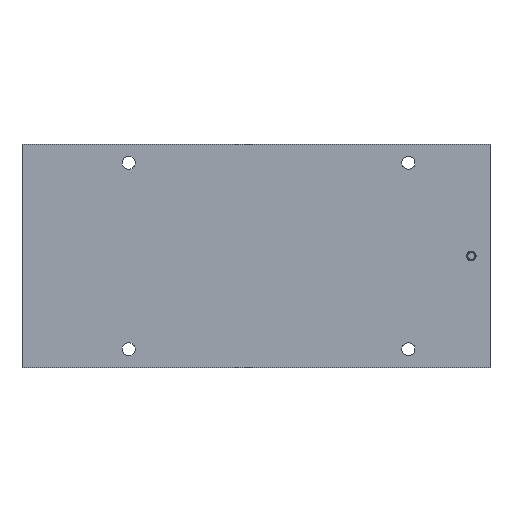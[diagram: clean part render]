
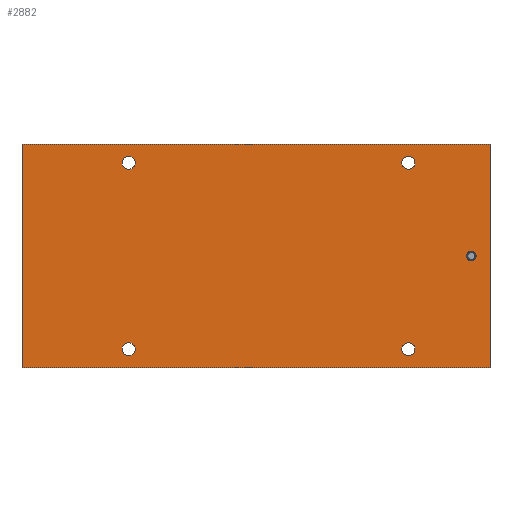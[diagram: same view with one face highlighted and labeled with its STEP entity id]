
A CAD part, front view. The second image highlights one B-rep face of the part: STEP entity #2882.
In plain terms, the highlighted planar face has unit normal (0, -1, 0).
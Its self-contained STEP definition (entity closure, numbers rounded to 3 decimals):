
#13 = CARTESIAN_POINT ( 'NONE',  ( 218.862, 119.659, 417.971 ) ) ;
#61 = FACE_BOUND ( 'NONE', #610, .T. ) ;
#252 = VERTEX_POINT ( 'NONE', #1319 ) ;
#380 = CARTESIAN_POINT ( 'NONE',  ( 286.362, 119.659, 510.971 ) ) ;
#421 = DIRECTION ( 'NONE',  ( 0., 0., 1. ) ) ;
#578 = AXIS2_PLACEMENT_3D ( 'NONE', #17191, #25822, #6415 ) ;
#610 = EDGE_LOOP ( 'NONE', ( #28091, #24345 ) ) ;
#825 = CARTESIAN_POINT ( 'NONE',  ( -195.638, 119.659, 390.971 ) ) ;
#979 = EDGE_CURVE ( 'NONE', #10203, #5711, #23150, .T. ) ;
#1107 = ORIENTED_EDGE ( 'NONE', *, *, #10520, .F. ) ;
#1319 = CARTESIAN_POINT ( 'NONE',  ( -81.138, 119.659, 403.971 ) ) ;
#1372 = CARTESIAN_POINT ( 'NONE',  ( 286.362, 119.659, 507.221 ) ) ;
#1782 = AXIS2_PLACEMENT_3D ( 'NONE', #11227, #19861, #421 ) ;
#2265 = ORIENTED_EDGE ( 'NONE', *, *, #15485, .T. ) ;
#2322 = CIRCLE ( 'NONE', #18188, 7. ) ;
#2746 = DIRECTION ( 'NONE',  ( 0., 1., 0. ) ) ;
#2882 = ADVANCED_FACE ( 'NONE', ( #10888, #19524, #61, #8771, #17409, #26047 ), #6633, .F. ) ;
#2898 = CARTESIAN_POINT ( 'NONE',  ( 55.362, 119.659, 510.971 ) ) ;
#3333 = DIRECTION ( 'NONE',  ( 0., 1., 0. ) ) ;
#3665 = ORIENTED_EDGE ( 'NONE', *, *, #18293, .T. ) ;
#3735 = EDGE_CURVE ( 'NONE', #26612, #21456, #2322, .T. ) ;
#3738 = CARTESIAN_POINT ( 'NONE',  ( 306.362, 119.659, 390.971 ) ) ;
#4504 = CIRCLE ( 'NONE', #20358, 3.75 ) ;
#4694 = LINE ( 'NONE', #13373, #18684 ) ;
#5312 = EDGE_CURVE ( 'NONE', #252, #9818, #5576, .T. ) ;
#5364 = CARTESIAN_POINT ( 'NONE',  ( -81.138, 119.659, 417.971 ) ) ;
#5576 = CIRCLE ( 'NONE', #21421, 7. ) ;
#5711 = VERTEX_POINT ( 'NONE', #825 ) ;
#6176 = CIRCLE ( 'NONE', #21997, 7. ) ;
#6238 = DIRECTION ( 'NONE',  ( 0., 0., 1. ) ) ;
#6415 = DIRECTION ( 'NONE',  ( 0., 0., 1. ) ) ;
#6494 = VERTEX_POINT ( 'NONE', #27054 ) ;
#6565 = CARTESIAN_POINT ( 'NONE',  ( -81.138, 119.659, 410.971 ) ) ;
#6633 = PLANE ( 'NONE',  #10569 ) ;
#6962 = EDGE_LOOP ( 'NONE', ( #2265, #26703 ) ) ;
#7133 = ORIENTED_EDGE ( 'NONE', *, *, #979, .F. ) ;
#7351 = DIRECTION ( 'NONE',  ( 0., 0., 1. ) ) ;
#7716 = DIRECTION ( 'NONE',  ( 0., 1., 0. ) ) ;
#7761 = VECTOR ( 'NONE', #12403, 1000. ) ;
#8218 = VERTEX_POINT ( 'NONE', #16936 ) ;
#8230 = AXIS2_PLACEMENT_3D ( 'NONE', #17019, #25653, #6238 ) ;
#8417 = CARTESIAN_POINT ( 'NONE',  ( 306.362, 119.659, 630.971 ) ) ;
#8771 = FACE_BOUND ( 'NONE', #20360, .T. ) ;
#9069 = DIRECTION ( 'NONE',  ( 0., 1., 0. ) ) ;
#9141 = LINE ( 'NONE', #17771, #19850 ) ;
#9357 = CARTESIAN_POINT ( 'NONE',  ( -81.138, 119.659, 610.971 ) ) ;
#9818 = VERTEX_POINT ( 'NONE', #5364 ) ;
#9956 = ORIENTED_EDGE ( 'NONE', *, *, #19144, .F. ) ;
#10203 = VERTEX_POINT ( 'NONE', #13561 ) ;
#10428 = CIRCLE ( 'NONE', #1782, 7. ) ;
#10520 = EDGE_CURVE ( 'NONE', #16902, #10203, #27803, .T. ) ;
#10569 = AXIS2_PLACEMENT_3D ( 'NONE', #2898, #11554, #20192 ) ;
#10760 = CARTESIAN_POINT ( 'NONE',  ( 306.362, 119.659, 630.971 ) ) ;
#10857 = VERTEX_POINT ( 'NONE', #21945 ) ;
#10888 = FACE_OUTER_BOUND ( 'NONE', #16188, .T. ) ;
#11227 = CARTESIAN_POINT ( 'NONE',  ( 218.862, 119.659, 610.971 ) ) ;
#11397 = DIRECTION ( 'NONE',  ( 0., 0., 1. ) ) ;
#11554 = DIRECTION ( 'NONE',  ( 0., 1., 0. ) ) ;
#11992 = DIRECTION ( 'NONE',  ( 0., 0., 1. ) ) ;
#12207 = EDGE_CURVE ( 'NONE', #6494, #10857, #24620, .T. ) ;
#12396 = AXIS2_PLACEMENT_3D ( 'NONE', #9357, #17994, #26613 ) ;
#12403 = DIRECTION ( 'NONE',  ( -1., 0., 0. ) ) ;
#12405 = AXIS2_PLACEMENT_3D ( 'NONE', #22739, #3333, #11992 ) ;
#12831 = CIRCLE ( 'NONE', #578, 7. ) ;
#13373 = CARTESIAN_POINT ( 'NONE',  ( 306.362, 119.659, 630.971 ) ) ;
#13561 = CARTESIAN_POINT ( 'NONE',  ( 306.362, 119.659, 390.971 ) ) ;
#13872 = AXIS2_PLACEMENT_3D ( 'NONE', #22158, #2746, #11397 ) ;
#14605 = VERTEX_POINT ( 'NONE', #19537 ) ;
#15218 = DIRECTION ( 'NONE',  ( 0., 1., 0. ) ) ;
#15477 = CARTESIAN_POINT ( 'NONE',  ( -81.138, 119.659, 603.971 ) ) ;
#15485 = EDGE_CURVE ( 'NONE', #22390, #8218, #4504, .T. ) ;
#15598 = EDGE_LOOP ( 'NONE', ( #17244, #3665 ) ) ;
#16188 = EDGE_LOOP ( 'NONE', ( #27624, #7133, #1107, #9956 ) ) ;
#16197 = EDGE_CURVE ( 'NONE', #8218, #22390, #20419, .T. ) ;
#16354 = DIRECTION ( 'NONE',  ( 0., 0., 1. ) ) ;
#16902 = VERTEX_POINT ( 'NONE', #10760 ) ;
#16936 = CARTESIAN_POINT ( 'NONE',  ( 286.362, 119.659, 514.721 ) ) ;
#17019 = CARTESIAN_POINT ( 'NONE',  ( 286.362, 119.659, 510.971 ) ) ;
#17047 = DIRECTION ( 'NONE',  ( 0., 0., -1. ) ) ;
#17191 = CARTESIAN_POINT ( 'NONE',  ( -81.138, 119.659, 610.971 ) ) ;
#17204 = VERTEX_POINT ( 'NONE', #17527 ) ;
#17244 = ORIENTED_EDGE ( 'NONE', *, *, #5312, .T. ) ;
#17319 = CARTESIAN_POINT ( 'NONE',  ( 218.862, 119.659, 403.971 ) ) ;
#17409 = FACE_BOUND ( 'NONE', #19255, .T. ) ;
#17527 = CARTESIAN_POINT ( 'NONE',  ( -195.638, 119.659, 630.971 ) ) ;
#17704 = DIRECTION ( 'NONE',  ( 0., 0., 1. ) ) ;
#17771 = CARTESIAN_POINT ( 'NONE',  ( -195.638, 119.659, 630.971 ) ) ;
#17994 = DIRECTION ( 'NONE',  ( 0., 1., 0. ) ) ;
#18117 = CARTESIAN_POINT ( 'NONE',  ( 218.862, 119.659, 410.971 ) ) ;
#18188 = AXIS2_PLACEMENT_3D ( 'NONE', #18117, #26742, #7351 ) ;
#18237 = EDGE_CURVE ( 'NONE', #21456, #26612, #26074, .T. ) ;
#18293 = EDGE_CURVE ( 'NONE', #9818, #252, #6176, .T. ) ;
#18625 = ORIENTED_EDGE ( 'NONE', *, *, #20634, .T. ) ;
#18684 = VECTOR ( 'NONE', #22000, 1000. ) ;
#19144 = EDGE_CURVE ( 'NONE', #17204, #16902, #4694, .T. ) ;
#19255 = EDGE_LOOP ( 'NONE', ( #19426, #18625 ) ) ;
#19426 = ORIENTED_EDGE ( 'NONE', *, *, #22736, .T. ) ;
#19524 = FACE_BOUND ( 'NONE', #15598, .T. ) ;
#19537 = CARTESIAN_POINT ( 'NONE',  ( -81.138, 119.659, 617.971 ) ) ;
#19850 = VECTOR ( 'NONE', #26409, 1000. ) ;
#19861 = DIRECTION ( 'NONE',  ( 0., 1., 0. ) ) ;
#20192 = DIRECTION ( 'NONE',  ( 0., 0., 1. ) ) ;
#20358 = AXIS2_PLACEMENT_3D ( 'NONE', #380, #9069, #17704 ) ;
#20360 = EDGE_LOOP ( 'NONE', ( #23400, #26226 ) ) ;
#20419 = CIRCLE ( 'NONE', #8230, 3.75 ) ;
#20634 = EDGE_CURVE ( 'NONE', #14605, #22793, #20977, .T. ) ;
#20977 = CIRCLE ( 'NONE', #12396, 7. ) ;
#21421 = AXIS2_PLACEMENT_3D ( 'NONE', #6565, #15218, #23849 ) ;
#21456 = VERTEX_POINT ( 'NONE', #17319 ) ;
#21945 = CARTESIAN_POINT ( 'NONE',  ( 218.862, 119.659, 617.971 ) ) ;
#21997 = AXIS2_PLACEMENT_3D ( 'NONE', #27114, #7716, #16354 ) ;
#22000 = DIRECTION ( 'NONE',  ( 1., 0., 0. ) ) ;
#22061 = EDGE_CURVE ( 'NONE', #10857, #6494, #10428, .T. ) ;
#22158 = CARTESIAN_POINT ( 'NONE',  ( 218.862, 119.659, 410.971 ) ) ;
#22390 = VERTEX_POINT ( 'NONE', #1372 ) ;
#22736 = EDGE_CURVE ( 'NONE', #22793, #14605, #12831, .T. ) ;
#22739 = CARTESIAN_POINT ( 'NONE',  ( 218.862, 119.659, 610.971 ) ) ;
#22793 = VERTEX_POINT ( 'NONE', #15477 ) ;
#23150 = LINE ( 'NONE', #3738, #7761 ) ;
#23400 = ORIENTED_EDGE ( 'NONE', *, *, #12207, .T. ) ;
#23849 = DIRECTION ( 'NONE',  ( 0., 0., 1. ) ) ;
#24345 = ORIENTED_EDGE ( 'NONE', *, *, #3735, .T. ) ;
#24620 = CIRCLE ( 'NONE', #12405, 7. ) ;
#25653 = DIRECTION ( 'NONE',  ( 0., 1., 0. ) ) ;
#25822 = DIRECTION ( 'NONE',  ( 0., 1., 0. ) ) ;
#26047 = FACE_BOUND ( 'NONE', #6962, .T. ) ;
#26074 = CIRCLE ( 'NONE', #13872, 7. ) ;
#26226 = ORIENTED_EDGE ( 'NONE', *, *, #22061, .T. ) ;
#26409 = DIRECTION ( 'NONE',  ( 0., 0., 1. ) ) ;
#26612 = VERTEX_POINT ( 'NONE', #13 ) ;
#26613 = DIRECTION ( 'NONE',  ( 0., 0., 1. ) ) ;
#26703 = ORIENTED_EDGE ( 'NONE', *, *, #16197, .T. ) ;
#26711 = EDGE_CURVE ( 'NONE', #5711, #17204, #9141, .T. ) ;
#26742 = DIRECTION ( 'NONE',  ( 0., 1., 0. ) ) ;
#27054 = CARTESIAN_POINT ( 'NONE',  ( 218.862, 119.659, 603.971 ) ) ;
#27114 = CARTESIAN_POINT ( 'NONE',  ( -81.138, 119.659, 410.971 ) ) ;
#27373 = VECTOR ( 'NONE', #17047, 1000. ) ;
#27624 = ORIENTED_EDGE ( 'NONE', *, *, #26711, .F. ) ;
#27803 = LINE ( 'NONE', #8417, #27373 ) ;
#28091 = ORIENTED_EDGE ( 'NONE', *, *, #18237, .T. ) ;
